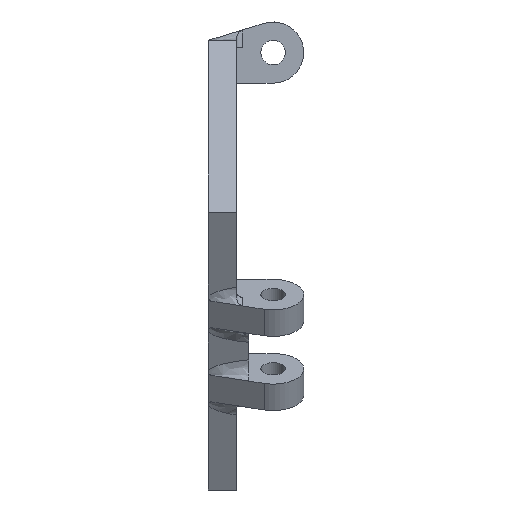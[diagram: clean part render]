
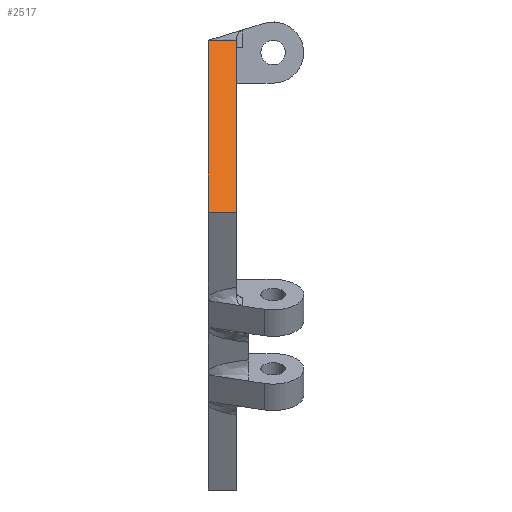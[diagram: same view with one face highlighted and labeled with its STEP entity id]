
A CAD part, left-side view. The second image highlights one B-rep face of the part: STEP entity #2517.
In plain terms, the highlighted planar face has unit normal (-0.866, 0, 0.5).
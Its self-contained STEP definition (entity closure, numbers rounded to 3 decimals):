
#177=PLANE('',#2728);
#306=FACE_OUTER_BOUND('',#457,.T.);
#457=EDGE_LOOP('',(#2300,#2301,#2302,#2303));
#572=LINE('',#3772,#795);
#669=LINE('',#5190,#892);
#676=LINE('',#5382,#899);
#690=LINE('',#5430,#913);
#795=VECTOR('',#3023,10.);
#892=VECTOR('',#3272,10.);
#899=VECTOR('',#3301,10.);
#913=VECTOR('',#3365,10.);
#1136=VERTEX_POINT('',#3769);
#1137=VERTEX_POINT('',#3771);
#1229=VERTEX_POINT('',#5188);
#1231=VERTEX_POINT('',#5381);
#1409=EDGE_CURVE('',#1136,#1137,#572,.T.);
#1572=EDGE_CURVE('',#1136,#1229,#669,.T.);
#1581=EDGE_CURVE('',#1137,#1231,#676,.T.);
#1604=EDGE_CURVE('',#1231,#1229,#690,.T.);
#2300=ORIENTED_EDGE('',*,*,#1572,.T.);
#2301=ORIENTED_EDGE('',*,*,#1604,.F.);
#2302=ORIENTED_EDGE('',*,*,#1581,.F.);
#2303=ORIENTED_EDGE('',*,*,#1409,.F.);
#2517=ADVANCED_FACE('',(#306),#177,.T.);
#2728=AXIS2_PLACEMENT_3D('',#5429,#3363,#3364);
#3023=DIRECTION('',(-0.5,0.,-0.866));
#3272=DIRECTION('',(0.,1.,0.));
#3301=DIRECTION('',(0.,1.,0.));
#3363=DIRECTION('center_axis',(-0.866,0.,0.5));
#3364=DIRECTION('ref_axis',(0.5,0.,0.866));
#3365=DIRECTION('',(0.5,0.,0.866));
#3769=CARTESIAN_POINT('',(114.644,67.,51.001));
#3771=CARTESIAN_POINT('',(98.424,67.,22.908));
#3772=CARTESIAN_POINT('',(98.424,67.,22.908));
#5188=CARTESIAN_POINT('',(114.644,71.6,51.001));
#5190=CARTESIAN_POINT('',(114.644,70.,51.001));
#5381=CARTESIAN_POINT('',(98.424,71.6,22.908));
#5382=CARTESIAN_POINT('',(98.424,70.,22.908));
#5429=CARTESIAN_POINT('Origin',(98.424,70.,22.908));
#5430=CARTESIAN_POINT('',(98.424,71.6,22.908));
